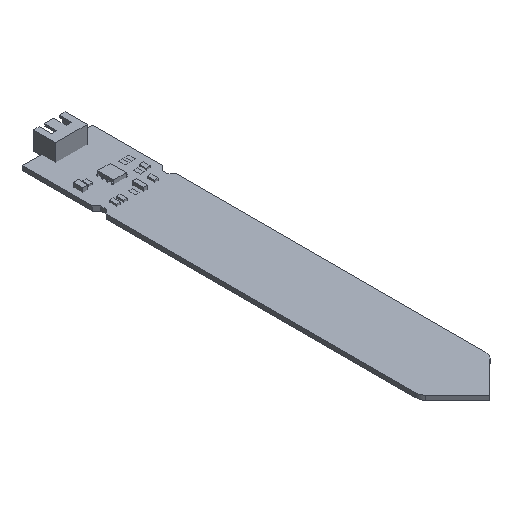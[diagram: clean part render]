
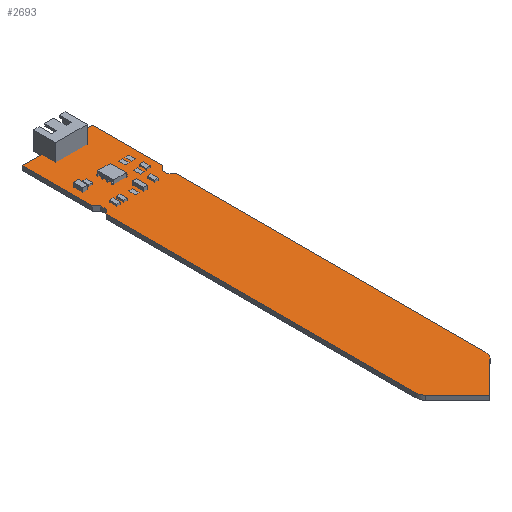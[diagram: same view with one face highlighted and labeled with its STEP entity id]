
A CAD part, isometric view. The second image highlights one B-rep face of the part: STEP entity #2693.
In plain terms, the highlighted planar face has unit normal (0, 0, 1).
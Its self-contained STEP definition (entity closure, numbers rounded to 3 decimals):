
#86=PLANE('',#2912);
#258=FACE_OUTER_BOUND('',#431,.T.);
#431=EDGE_LOOP('',(#1959,#1960,#1961,#1962,#1963,#1964,#1965,#1966,#1967,
#1968,#1969,#1970,#1971,#1972,#1973));
#604=LINE('',#3818,#969);
#607=LINE('',#3824,#972);
#608=LINE('',#3826,#973);
#609=LINE('',#3830,#974);
#610=LINE('',#3832,#975);
#611=LINE('',#3834,#976);
#612=LINE('',#3836,#977);
#613=LINE('',#3838,#978);
#614=LINE('',#3840,#979);
#615=LINE('',#3842,#980);
#616=LINE('',#3844,#981);
#617=LINE('',#3846,#982);
#618=LINE('',#3847,#983);
#969=VECTOR('',#3097,10.);
#972=VECTOR('',#3102,10.);
#973=VECTOR('',#3103,10.);
#974=VECTOR('',#3106,10.);
#975=VECTOR('',#3107,10.);
#976=VECTOR('',#3108,10.);
#977=VECTOR('',#3109,10.);
#978=VECTOR('',#3110,10.);
#979=VECTOR('',#3111,10.);
#980=VECTOR('',#3112,10.);
#981=VECTOR('',#3113,10.);
#982=VECTOR('',#3114,10.);
#983=VECTOR('',#3115,10.);
#1333=CIRCLE('',#2910,2.286);
#1334=CIRCLE('',#2913,2.286);
#1338=VERTEX_POINT('',#3811);
#1339=VERTEX_POINT('',#3813);
#1340=VERTEX_POINT('',#3817);
#1342=VERTEX_POINT('',#3823);
#1343=VERTEX_POINT('',#3825);
#1344=VERTEX_POINT('',#3827);
#1345=VERTEX_POINT('',#3829);
#1346=VERTEX_POINT('',#3831);
#1347=VERTEX_POINT('',#3833);
#1348=VERTEX_POINT('',#3835);
#1349=VERTEX_POINT('',#3837);
#1350=VERTEX_POINT('',#3839);
#1351=VERTEX_POINT('',#3841);
#1352=VERTEX_POINT('',#3843);
#1353=VERTEX_POINT('',#3845);
#1584=EDGE_CURVE('',#1338,#1339,#1333,.F.);
#1586=EDGE_CURVE('',#1340,#1339,#604,.F.);
#1589=EDGE_CURVE('',#1338,#1342,#607,.F.);
#1590=EDGE_CURVE('',#1342,#1343,#608,.F.);
#1591=EDGE_CURVE('',#1344,#1343,#1334,.F.);
#1592=EDGE_CURVE('',#1344,#1345,#609,.F.);
#1593=EDGE_CURVE('',#1345,#1346,#610,.F.);
#1594=EDGE_CURVE('',#1346,#1347,#611,.F.);
#1595=EDGE_CURVE('',#1347,#1348,#612,.F.);
#1596=EDGE_CURVE('',#1348,#1349,#613,.F.);
#1597=EDGE_CURVE('',#1349,#1350,#614,.F.);
#1598=EDGE_CURVE('',#1350,#1351,#615,.F.);
#1599=EDGE_CURVE('',#1351,#1352,#616,.F.);
#1600=EDGE_CURVE('',#1352,#1353,#617,.F.);
#1601=EDGE_CURVE('',#1353,#1340,#618,.F.);
#1959=ORIENTED_EDGE('',*,*,#1584,.F.);
#1960=ORIENTED_EDGE('',*,*,#1589,.T.);
#1961=ORIENTED_EDGE('',*,*,#1590,.T.);
#1962=ORIENTED_EDGE('',*,*,#1591,.F.);
#1963=ORIENTED_EDGE('',*,*,#1592,.T.);
#1964=ORIENTED_EDGE('',*,*,#1593,.T.);
#1965=ORIENTED_EDGE('',*,*,#1594,.T.);
#1966=ORIENTED_EDGE('',*,*,#1595,.T.);
#1967=ORIENTED_EDGE('',*,*,#1596,.T.);
#1968=ORIENTED_EDGE('',*,*,#1597,.T.);
#1969=ORIENTED_EDGE('',*,*,#1598,.T.);
#1970=ORIENTED_EDGE('',*,*,#1599,.T.);
#1971=ORIENTED_EDGE('',*,*,#1600,.T.);
#1972=ORIENTED_EDGE('',*,*,#1601,.T.);
#1973=ORIENTED_EDGE('',*,*,#1586,.T.);
#2693=ADVANCED_FACE('',(#258),#86,.T.);
#2910=AXIS2_PLACEMENT_3D('',#3814,#3092,#3093);
#2912=AXIS2_PLACEMENT_3D('',#3822,#3100,#3101);
#2913=AXIS2_PLACEMENT_3D('',#3828,#3104,#3105);
#3092=DIRECTION('center_axis',(0.,0.,1.));
#3093=DIRECTION('ref_axis',(-0.924,-0.383,0.));
#3097=DIRECTION('',(0.,1.,0.));
#3100=DIRECTION('center_axis',(0.,0.,1.));
#3101=DIRECTION('ref_axis',(1.,0.,0.));
#3102=DIRECTION('',(-0.707,0.707,0.));
#3103=DIRECTION('',(-0.707,-0.707,0.));
#3104=DIRECTION('center_axis',(0.,0.,1.));
#3105=DIRECTION('ref_axis',(0.924,-0.383,0.));
#3106=DIRECTION('',(0.,-1.,0.));
#3107=DIRECTION('',(0.707,-0.707,0.));
#3108=DIRECTION('',(0.,-1.,0.));
#3109=DIRECTION('',(-0.707,-0.707,0.));
#3110=DIRECTION('',(0.,-1.,0.));
#3111=DIRECTION('',(1.,0.,0.));
#3112=DIRECTION('',(0.,1.,0.));
#3113=DIRECTION('',(-0.707,0.707,0.));
#3114=DIRECTION('',(0.,1.,0.));
#3115=DIRECTION('',(0.707,0.707,0.));
#3811=CARTESIAN_POINT('',(-8.383,-93.411,0.983));
#3813=CARTESIAN_POINT('',(-9.052,-91.794,0.983));
#3814=CARTESIAN_POINT('Origin',(-6.767,-91.794,0.983));
#3817=CARTESIAN_POINT('',(-9.052,-21.291,0.983));
#3818=CARTESIAN_POINT('',(-9.052,-43.815,0.983));
#3822=CARTESIAN_POINT('Origin',(-6.767,-66.339,0.983));
#3823=CARTESIAN_POINT('',(-1.052,-100.741,0.983));
#3824=CARTESIAN_POINT('',(-21.111,-80.683,0.983));
#3825=CARTESIAN_POINT('',(6.279,-93.411,0.983));
#3826=CARTESIAN_POINT('',(12.484,-87.205,0.983));
#3827=CARTESIAN_POINT('',(6.948,-91.794,0.983));
#3828=CARTESIAN_POINT('Origin',(4.662,-91.794,0.983));
#3829=CARTESIAN_POINT('',(6.948,-21.291,0.983));
#3830=CARTESIAN_POINT('',(6.948,-66.339,0.983));
#3831=CARTESIAN_POINT('',(5.967,-20.31,0.983));
#3832=CARTESIAN_POINT('',(14.781,-29.124,0.983));
#3833=CARTESIAN_POINT('',(5.967,-19.032,0.983));
#3834=CARTESIAN_POINT('',(5.967,-43.324,0.983));
#3835=CARTESIAN_POINT('',(6.948,-18.051,0.983));
#3836=CARTESIAN_POINT('',(-9.043,-34.042,0.983));
#3837=CARTESIAN_POINT('',(6.948,-2.093,0.983));
#3838=CARTESIAN_POINT('',(6.948,-35.716,0.983));
#3839=CARTESIAN_POINT('',(-9.052,-2.093,0.983));
#3840=CARTESIAN_POINT('',(-7.909,-2.093,0.983));
#3841=CARTESIAN_POINT('',(-9.052,-18.051,0.983));
#3842=CARTESIAN_POINT('',(-9.052,-35.716,0.983));
#3843=CARTESIAN_POINT('',(-8.071,-19.032,0.983));
#3844=CARTESIAN_POINT('',(3.591,-30.695,0.983));
#3845=CARTESIAN_POINT('',(-8.071,-20.31,0.983));
#3846=CARTESIAN_POINT('',(-8.071,-42.685,0.983));
#3847=CARTESIAN_POINT('',(-19.252,-31.491,0.983));
